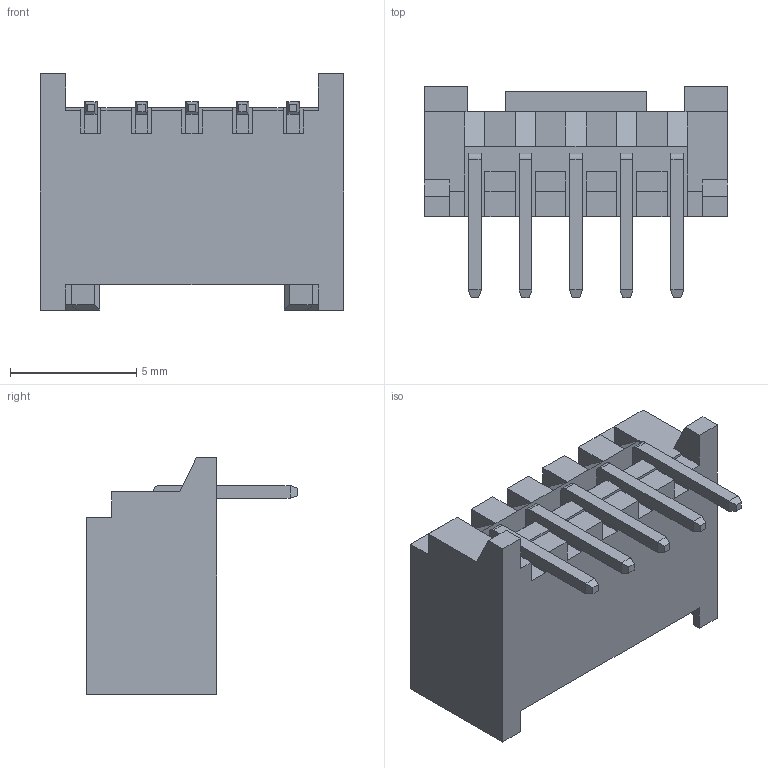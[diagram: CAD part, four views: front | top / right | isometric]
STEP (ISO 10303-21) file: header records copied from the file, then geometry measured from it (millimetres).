
FILE_DESCRIPTION((''),'2;1');
FILE_NAME('FWF20010-5P_REF','2018-11-30T',('gongcheng6'),(''),'PRO/ENGINEER BY PARAMETRIC TECHNOLOGY CORPORATION, 2010280','PRO/ENGINEER BY PARAMETRIC TECHNOLOGY CORPORATION, 2010280','');
FILE_SCHEMA(('CONFIG_CONTROL_DESIGN'));
Length unit declared in the file: millimetre
Products named in the file (1): FWF20010-5P_REF
Bounding box: 12 x 8.35 x 9.35 mm (x, y, z)
Volume: 207.9 mm3; surface area: 689.6 mm2
Topology: 1 solids, 1 shells, 214 faces, 536 edges, 334 vertices
Faces by surface type: plane 209, cylinder 5
Entity records: 6208 total; most frequent: CARTESIAN_POINT 1084, ORIENTED_EDGE 1072, DIRECTION 974, EDGE_CURVE 536, VECTOR 526, LINE 526, VERTEX_POINT 334, AXIS2_PLACEMENT_3D 224
